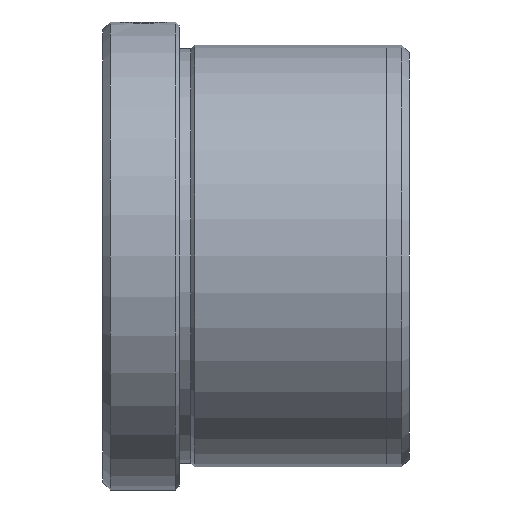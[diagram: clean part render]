
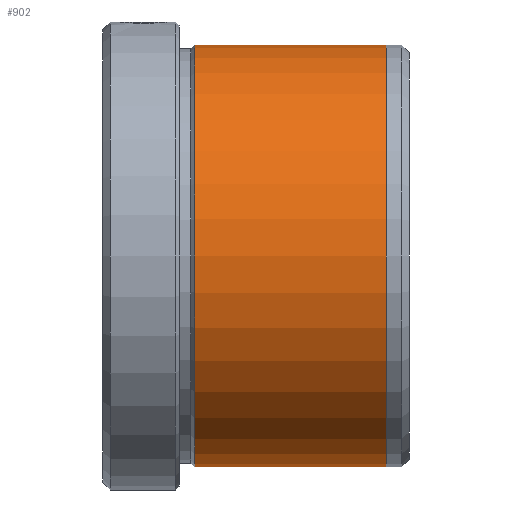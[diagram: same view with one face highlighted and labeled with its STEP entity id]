
A CAD part, left-side view. The second image highlights one B-rep face of the part: STEP entity #902.
In plain terms, the highlighted cylindrical face has radius 27.5 mm (diameter 55 mm), a partial arc.
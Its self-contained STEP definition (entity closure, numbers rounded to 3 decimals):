
#16 = VERTEX_POINT ( 'NONE', #946 ) ;
#32 = DIRECTION ( 'NONE',  ( 0., 0., -1. ) ) ;
#117 = EDGE_CURVE ( 'NONE', #16, #207, #571, .T. ) ;
#185 = AXIS2_PLACEMENT_3D ( 'NONE', #683, #678, #551 ) ;
#199 = FACE_OUTER_BOUND ( 'NONE', #442, .T. ) ;
#207 = VERTEX_POINT ( 'NONE', #903 ) ;
#297 = VERTEX_POINT ( 'NONE', #1094 ) ;
#380 = EDGE_CURVE ( 'NONE', #717, #297, #682, .T. ) ;
#423 = DIRECTION ( 'NONE',  ( 0., -1., 0. ) ) ;
#442 = EDGE_LOOP ( 'NONE', ( #1408, #1276, #1271, #532 ) ) ;
#532 = ORIENTED_EDGE ( 'NONE', *, *, #380, .F. ) ;
#551 = DIRECTION ( 'NONE',  ( 0., 0., 1. ) ) ;
#571 = CIRCLE ( 'NONE', #1311, 27.5 ) ;
#587 = AXIS2_PLACEMENT_3D ( 'NONE', #804, #1488, #1625 ) ;
#604 = EDGE_CURVE ( 'NONE', #207, #717, #1480, .T. ) ;
#676 = LINE ( 'NONE', #1132, #1012 ) ;
#678 = DIRECTION ( 'NONE',  ( 0., 1., 0. ) ) ;
#682 = CIRCLE ( 'NONE', #185, 27.5 ) ;
#683 = CARTESIAN_POINT ( 'NONE',  ( 0., -12., 0. ) ) ;
#717 = VERTEX_POINT ( 'NONE', #753 ) ;
#753 = CARTESIAN_POINT ( 'NONE',  ( 0., -12., -27.5 ) ) ;
#804 = CARTESIAN_POINT ( 'NONE',  ( 0., 0., 0. ) ) ;
#867 = DIRECTION ( 'NONE',  ( 0., 1., 0. ) ) ;
#902 = ADVANCED_FACE ( 'NONE', ( #199 ), #1578, .T. ) ;
#903 = CARTESIAN_POINT ( 'NONE',  ( 0., -37., -27.5 ) ) ;
#946 = CARTESIAN_POINT ( 'NONE',  ( 0., -37., 27.5 ) ) ;
#1012 = VECTOR ( 'NONE', #867, 1000. ) ;
#1094 = CARTESIAN_POINT ( 'NONE',  ( 0., -12., 27.5 ) ) ;
#1132 = CARTESIAN_POINT ( 'NONE',  ( 0., 0., 27.5 ) ) ;
#1134 = DIRECTION ( 'NONE',  ( 0., 1., 0. ) ) ;
#1158 = EDGE_CURVE ( 'NONE', #16, #297, #676, .T. ) ;
#1271 = ORIENTED_EDGE ( 'NONE', *, *, #1158, .T. ) ;
#1276 = ORIENTED_EDGE ( 'NONE', *, *, #117, .F. ) ;
#1282 = VECTOR ( 'NONE', #1134, 1000. ) ;
#1311 = AXIS2_PLACEMENT_3D ( 'NONE', #1766, #423, #32 ) ;
#1408 = ORIENTED_EDGE ( 'NONE', *, *, #604, .F. ) ;
#1480 = LINE ( 'NONE', #1563, #1282 ) ;
#1488 = DIRECTION ( 'NONE',  ( 0., 1., 0. ) ) ;
#1563 = CARTESIAN_POINT ( 'NONE',  ( 0., 0., -27.5 ) ) ;
#1578 = CYLINDRICAL_SURFACE ( 'NONE', #587, 27.5 ) ;
#1625 = DIRECTION ( 'NONE',  ( 0., 0., 1. ) ) ;
#1766 = CARTESIAN_POINT ( 'NONE',  ( 0., -37., 0. ) ) ;
